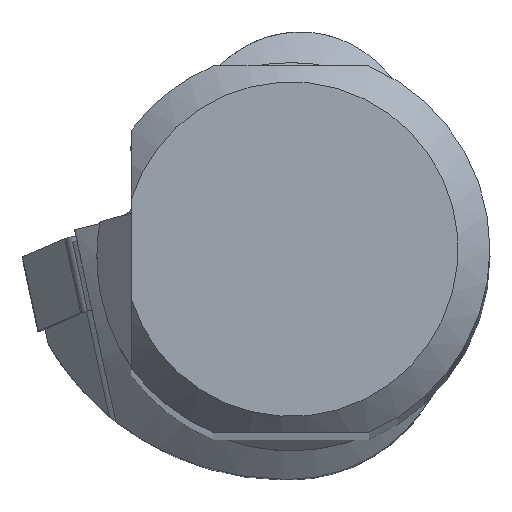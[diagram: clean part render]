
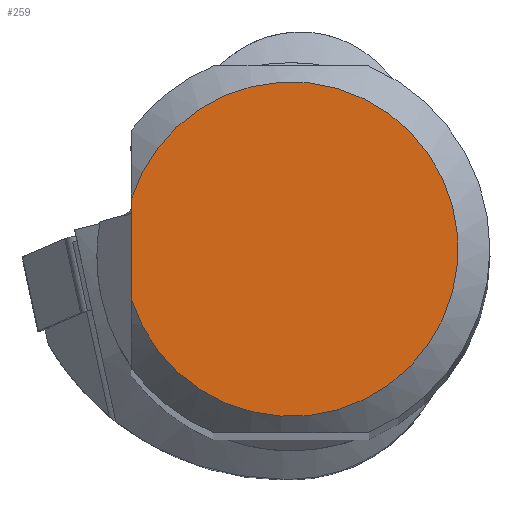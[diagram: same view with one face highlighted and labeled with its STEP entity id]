
A CAD part, top view. The second image highlights one B-rep face of the part: STEP entity #259.
In plain terms, the highlighted planar face has unit normal (0, 0, 1).
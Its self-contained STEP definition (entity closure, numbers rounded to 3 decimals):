
#190=FACE_OUTER_BOUND('',#541,.T.);
#259=ADVANCED_FACE('CU_SU_BP3',(#190),#313,.F.);
#313=PLANE('',#1507);
#378=LINE('',#2339,#461);
#461=VECTOR('',#1772,1.);
#541=EDGE_LOOP('',(#786,#787));
#786=ORIENTED_EDGE('',*,*,#1216,.T.);
#787=ORIENTED_EDGE('',*,*,#1202,.T.);
#1051=VERTEX_POINT('',#2338);
#1052=VERTEX_POINT('',#2340);
#1202=EDGE_CURVE('',#1052,#1051,#378,.T.);
#1216=EDGE_CURVE('',#1051,#1052,#1310,.T.);
#1310=CIRCLE('',#1502,10.491);
#1502=AXIS2_PLACEMENT_3D('',#2374,#1798,#1799);
#1507=AXIS2_PLACEMENT_3D('',#2407,#1808,#1809);
#1772=DIRECTION('',(0.,-1.,0.));
#1798=DIRECTION('',(0.,0.,1.));
#1799=DIRECTION('',(-0.978,-0.21,0.));
#1808=DIRECTION('',(0.,0.,-1.));
#1809=DIRECTION('',(-0.978,-0.21,0.));
#2338=CARTESIAN_POINT('',(-10.009,-3.145,0.));
#2339=CARTESIAN_POINT('',(-10.009,11.5,0.));
#2340=CARTESIAN_POINT('',(-10.009,3.145,0.));
#2374=CARTESIAN_POINT('',(0.,0.,
0.));
#2407=CARTESIAN_POINT('',(-12.491,0.,0.));
